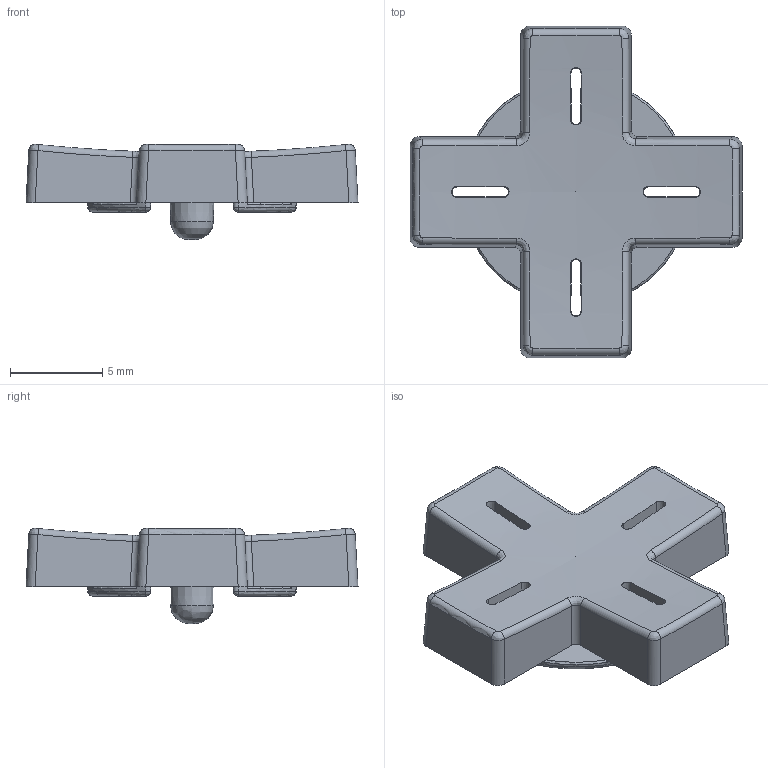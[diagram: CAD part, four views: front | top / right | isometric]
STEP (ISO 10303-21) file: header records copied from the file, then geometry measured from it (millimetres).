
FILE_DESCRIPTION(/* description */ (''),/* implementation_level */ '2;1');
FILE_NAME(/* name */ 'Dpad-Body.step',/* time_stamp */ '2023-11-09T18:22:16-08:00',/* author */ (''),/* organization */ (''),/* preprocessor_version */ 'ST-DEVELOPER v20',/* originating_system */ 'Autodesk Translation Framework v12.14.0.127',/* authorisation */ '');
FILE_SCHEMA (('AUTOMOTIVE_DESIGN { 1 0 10303 214 3 1 1 }'));
Length unit declared in the file: millimetre
Products named in the file (1): Outer
Bounding box: 18 x 18 x 5.17 mm (x, y, z)
Volume: 401.1 mm3; surface area: 727.1 mm2
Topology: 1 solids, 1 shells, 164 faces, 439 edges, 264 vertices
Faces by surface type: plane 51, bspline 33, cone 30, cylinder 28, torus 20, sphere 2
Entity records: 6989 total; most frequent: CARTESIAN_POINT 3161, ORIENTED_EDGE 852, DIRECTION 722, EDGE_CURVE 426, AXIS2_PLACEMENT_3D 292, VERTEX_POINT 264, EDGE_LOOP 172, FACE_OUTER_BOUND 164
